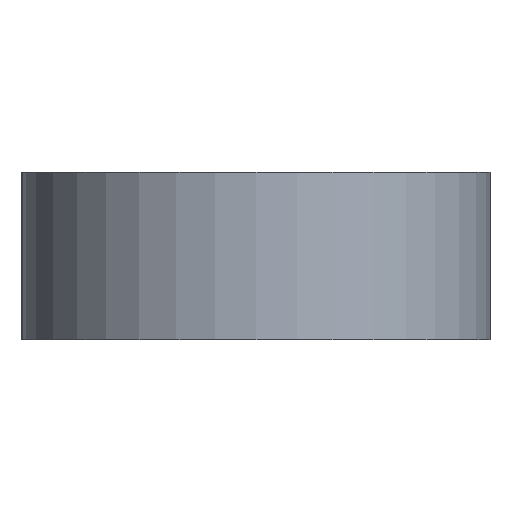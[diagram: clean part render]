
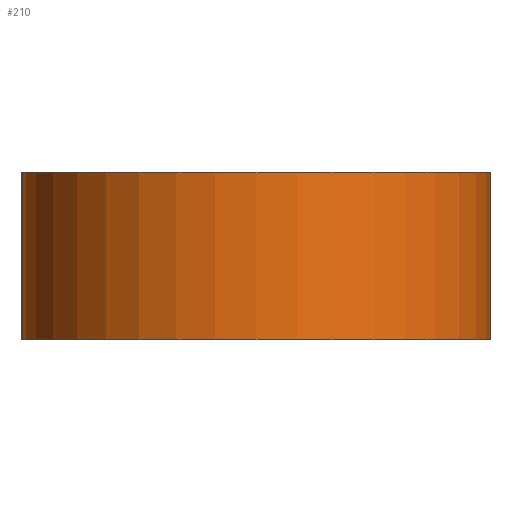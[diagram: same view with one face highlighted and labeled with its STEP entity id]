
A CAD part, front view. The second image highlights one B-rep face of the part: STEP entity #210.
In plain terms, the highlighted cylindrical face has radius 3.5 mm (diameter 7 mm), a partial arc.
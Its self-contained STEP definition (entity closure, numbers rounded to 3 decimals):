
#26 = VERTEX_POINT ( 'NONE', #44 ) ;
#29 = VERTEX_POINT ( 'NONE', #35 ) ;
#33 = AXIS2_PLACEMENT_3D ( 'NONE', #156, #368, #276 ) ;
#35 = CARTESIAN_POINT ( 'NONE',  ( -3.5, -9.625, 0. ) ) ;
#44 = CARTESIAN_POINT ( 'NONE',  ( 3.5, -9.625, 0. ) ) ;
#57 = ORIENTED_EDGE ( 'NONE', *, *, #388, .F. ) ;
#65 = DIRECTION ( 'NONE',  ( 0., 0., -1. ) ) ;
#77 = CIRCLE ( 'NONE', #190, 3.5 ) ;
#88 = VERTEX_POINT ( 'NONE', #184 ) ;
#91 = EDGE_LOOP ( 'NONE', ( #334, #57, #145, #207 ) ) ;
#93 = LINE ( 'NONE', #313, #380 ) ;
#96 = LINE ( 'NONE', #159, #328 ) ;
#104 = DIRECTION ( 'NONE',  ( 0., 0., -1. ) ) ;
#106 = EDGE_CURVE ( 'NONE', #29, #26, #244, .T. ) ;
#111 = DIRECTION ( 'NONE',  ( 1., 0., 0. ) ) ;
#132 = EDGE_CURVE ( 'NONE', #88, #29, #96, .T. ) ;
#142 = CARTESIAN_POINT ( 'NONE',  ( 0., -9.625, 2.5 ) ) ;
#145 = ORIENTED_EDGE ( 'NONE', *, *, #149, .F. ) ;
#149 = EDGE_CURVE ( 'NONE', #88, #151, #77, .T. ) ;
#151 = VERTEX_POINT ( 'NONE', #222 ) ;
#156 = CARTESIAN_POINT ( 'NONE',  ( 0., -9.625, 0. ) ) ;
#159 = CARTESIAN_POINT ( 'NONE',  ( -3.5, -9.625, 2.5 ) ) ;
#184 = CARTESIAN_POINT ( 'NONE',  ( -3.5, -9.625, 2.5 ) ) ;
#190 = AXIS2_PLACEMENT_3D ( 'NONE', #260, #316, #111 ) ;
#194 = FACE_OUTER_BOUND ( 'NONE', #91, .T. ) ;
#207 = ORIENTED_EDGE ( 'NONE', *, *, #132, .T. ) ;
#210 = ADVANCED_FACE ( 'NONE', ( #194 ), #253, .T. ) ;
#222 = CARTESIAN_POINT ( 'NONE',  ( 3.5, -9.625, 2.5 ) ) ;
#244 = CIRCLE ( 'NONE', #33, 3.5 ) ;
#253 = CYLINDRICAL_SURFACE ( 'NONE', #333, 3.5 ) ;
#260 = CARTESIAN_POINT ( 'NONE',  ( 0., -9.625, 2.5 ) ) ;
#276 = DIRECTION ( 'NONE',  ( 1., 0., 0. ) ) ;
#279 = DIRECTION ( 'NONE',  ( 0., 0., -1. ) ) ;
#313 = CARTESIAN_POINT ( 'NONE',  ( 3.5, -9.625, 2.5 ) ) ;
#315 = DIRECTION ( 'NONE',  ( -1., 0., 0. ) ) ;
#316 = DIRECTION ( 'NONE',  ( 0., 0., 1. ) ) ;
#328 = VECTOR ( 'NONE', #279, 1000. ) ;
#333 = AXIS2_PLACEMENT_3D ( 'NONE', #142, #104, #315 ) ;
#334 = ORIENTED_EDGE ( 'NONE', *, *, #106, .T. ) ;
#368 = DIRECTION ( 'NONE',  ( 0., 0., 1. ) ) ;
#380 = VECTOR ( 'NONE', #65, 1000. ) ;
#388 = EDGE_CURVE ( 'NONE', #151, #26, #93, .T. ) ;
